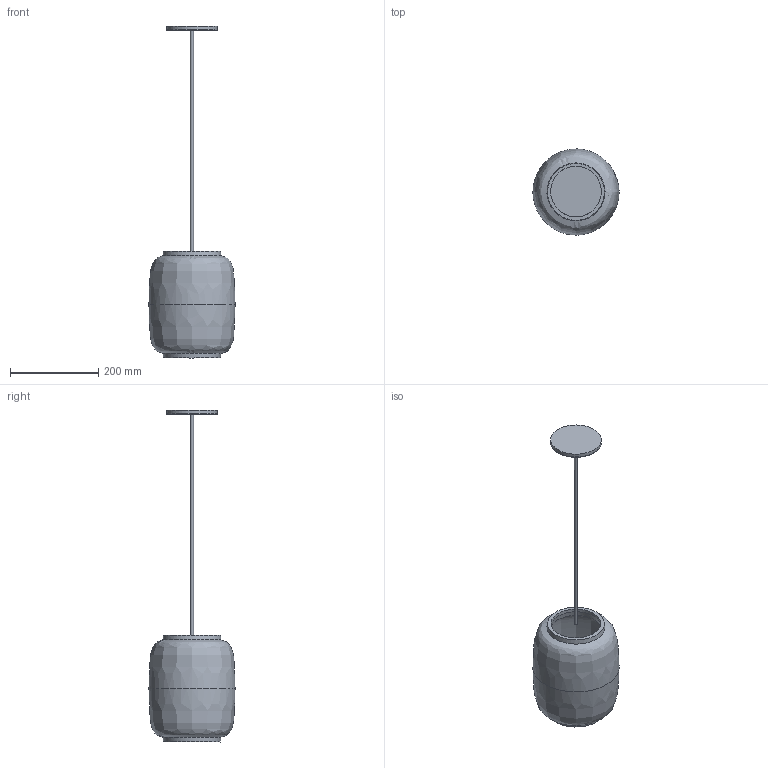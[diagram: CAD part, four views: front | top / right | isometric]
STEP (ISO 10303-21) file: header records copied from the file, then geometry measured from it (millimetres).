
FILE_DESCRIPTION(/* description */ (''),/* implementation_level */ '2;1');
FILE_NAME(/* name */ 'Ausi8_3D_mm',/* time_stamp */ '2025-06-17T16:41:51-07:00',/* author */ (''),/* organization */ (''),/* preprocessor_version */ 'ST-DEVELOPER v16.5',/* originating_system */ '',/* authorisation */ '');
FILE_SCHEMA (('AUTOMOTIVE_DESIGN'));
Length unit declared in the file: millimetre
Products named in the file (1): Document
Bounding box: 194.93 x 194.78 x 750.92 mm (x, y, z)
Volume: 1405672.7 mm3; surface area: 328170 mm2
Topology: 3 solids, 3 shells, 19 faces, 32 edges, 17 vertices
Faces by surface type: bspline 15, plane 4
Entity records: 1496 total; most frequent: CARTESIAN_POINT 1246, ORIENTED_EDGE 64, EDGE_CURVE 32, ADVANCED_FACE 19, FACE_OUTER_BOUND 19, EDGE_LOOP 19, VERTEX_POINT 17, B_SPLINE_CURVE_WITH_KNOTS 12
